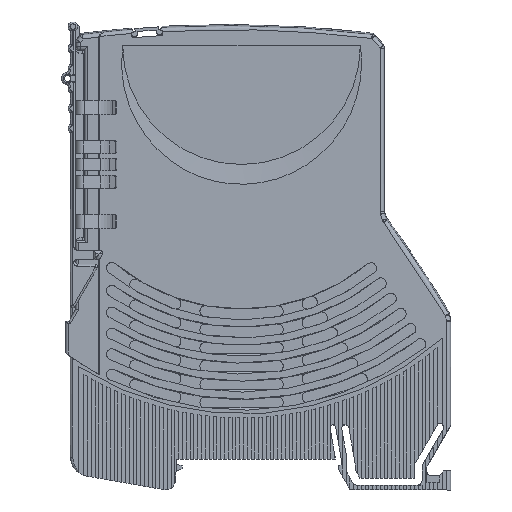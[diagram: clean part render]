
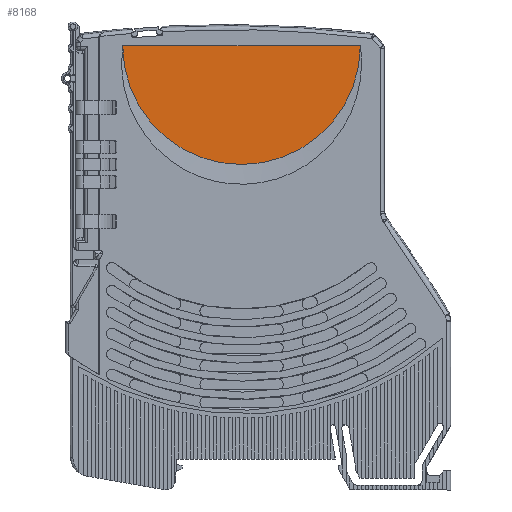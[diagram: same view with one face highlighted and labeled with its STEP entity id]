
A CAD part, left-side view. The second image highlights one B-rep face of the part: STEP entity #8168.
In plain terms, the highlighted planar face has unit normal (-1, 0, -0.018).
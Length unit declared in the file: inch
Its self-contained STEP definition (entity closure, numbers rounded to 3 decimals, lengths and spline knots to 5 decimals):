
#1421 = VECTOR ( 'NONE', #28780, 39.37008 ) ;
#1670 = CARTESIAN_POINT ( 'NONE',  ( -0.24213, 2.71541, 3.4252 ) ) ;
#6847 = EDGE_CURVE ( 'NONE', #33897, #38055, #63768, .T. ) ;
#7837 = DIRECTION ( 'NONE',  ( -0.017, 0., 1. ) ) ;
#8168 = ADVANCED_FACE ( 'NONE', ( #63789 ), #53958, .T. ) ;
#12270 = DIRECTION ( 'NONE',  ( -1., 0., -0.017 ) ) ;
#12611 = DIRECTION ( 'NONE',  ( -0.017, 0., 1. ) ) ;
#15978 = CARTESIAN_POINT ( 'NONE',  ( -0.24213, 0.7469, 3.4252 ) ) ;
#20332 = ORIENTED_EDGE ( 'NONE', *, *, #65890, .T. ) ;
#28780 = DIRECTION ( 'NONE',  ( 0., 1., 0. ) ) ;
#33897 = VERTEX_POINT ( 'NONE', #1670 ) ;
#36661 = AXIS2_PLACEMENT_3D ( 'NONE', #64449, #58691, #7837 ) ;
#38039 = CARTESIAN_POINT ( 'NONE',  ( -0.24213, 1.73115, 3.4252 ) ) ;
#38055 = VERTEX_POINT ( 'NONE', #15978 ) ;
#44170 = EDGE_LOOP ( 'NONE', ( #55957, #20332 ) ) ;
#48464 = LINE ( 'NONE', #48790, #1421 ) ;
#48790 = CARTESIAN_POINT ( 'NONE',  ( -0.24213, 1.57367, 3.4252 ) ) ;
#53958 = PLANE ( 'NONE',  #61721 ) ;
#55957 = ORIENTED_EDGE ( 'NONE', *, *, #6847, .T. ) ;
#58691 = DIRECTION ( 'NONE',  ( -1., 0., -0.017 ) ) ;
#61721 = AXIS2_PLACEMENT_3D ( 'NONE', #38039, #12270, #12611 ) ;
#63768 = CIRCLE ( 'NONE', #36661, 0.98425 ) ;
#63789 = FACE_OUTER_BOUND ( 'NONE', #44170, .T. ) ;
#64449 = CARTESIAN_POINT ( 'NONE',  ( -0.24213, 1.73115, 3.4252 ) ) ;
#65890 = EDGE_CURVE ( 'NONE', #38055, #33897, #48464, .T. ) ;
